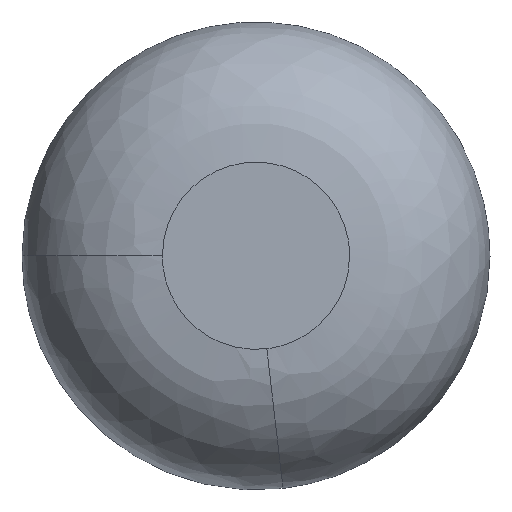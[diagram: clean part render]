
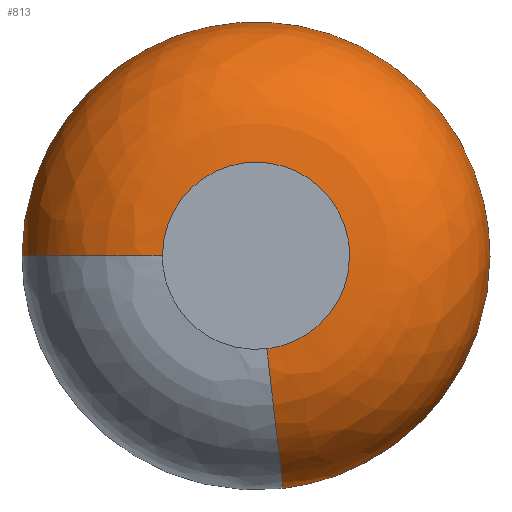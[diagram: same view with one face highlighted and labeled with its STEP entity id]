
A CAD part, top view. The second image highlights one B-rep face of the part: STEP entity #813.
In plain terms, the highlighted free-form (B-spline) face has degree [2, 2] with [5, 7] control points.
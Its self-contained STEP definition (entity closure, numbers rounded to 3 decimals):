
#635=CARTESIAN_POINT('',(0.231,-1.987,8.2));
#636=VERTEX_POINT('',#635);
#637=CARTESIAN_POINT('',(-2.,0.0,8.2));
#638=VERTEX_POINT('',#637);
#654=CARTESIAN_POINT('',(-5.0,0.0,5.2));
#655=VERTEX_POINT('',#654);
#656=CARTESIAN_POINT('',(-5.,0.0,5.2));
#657=CARTESIAN_POINT('',(-5.,0.0,6.41));
#658=CARTESIAN_POINT('',(-4.16,0.0,7.282));
#659=CARTESIAN_POINT('',(-3.275,0.0,8.2));
#660=CARTESIAN_POINT('',(-2.,0.0,8.2));
#668=(BOUNDED_CURVE()B_SPLINE_CURVE(2,(#656,#657,#658,#659,#660),.UNSPECIFIED.,.F.,.U.)B_SPLINE_CURVE_WITH_KNOTS((3,2,3),(0.5,0.667,0.841),.UNSPECIFIED.)CURVE()GEOMETRIC_REPRESENTATION_ITEM()RATIONAL_B_SPLINE_CURVE((0.86,0.86,1.0,0.854,0.86))REPRESENTATION_ITEM(''));
#669=EDGE_CURVE('',#655,#638,#668,.T.);
#671=CARTESIAN_POINT('',(0.577,-4.967,5.2));
#672=VERTEX_POINT('',#671);
#688=CARTESIAN_POINT('',(0.577,-4.967,5.2));
#689=CARTESIAN_POINT('',(0.577,-4.967,6.41));
#690=CARTESIAN_POINT('',(0.48,-4.132,7.282));
#691=CARTESIAN_POINT('',(0.378,-3.253,8.2));
#692=CARTESIAN_POINT('',(0.231,-1.987,8.2));
#700=(BOUNDED_CURVE()B_SPLINE_CURVE(2,(#688,#689,#690,#691,#692),.UNSPECIFIED.,.F.,.U.)B_SPLINE_CURVE_WITH_KNOTS((3,2,3),(0.5,0.667,0.841),.UNSPECIFIED.)CURVE()GEOMETRIC_REPRESENTATION_ITEM()RATIONAL_B_SPLINE_CURVE((0.823,0.823,0.957,0.817,0.823))REPRESENTATION_ITEM(''));
#701=EDGE_CURVE('',#672,#636,#700,.T.);
#706=CARTESIAN_POINT('',(-4.99,0.0,4.953));
#707=CARTESIAN_POINT('',(-5.101,0.0,6.305));
#708=CARTESIAN_POINT('',(-4.16,0.0,7.282));
#709=CARTESIAN_POINT('',(-3.172,0.0,8.307));
#710=CARTESIAN_POINT('',(-1.753,0.0,8.19));
#711=CARTESIAN_POINT('',(-4.99,4.99,4.953));
#712=CARTESIAN_POINT('',(-5.101,5.101,6.305));
#713=CARTESIAN_POINT('',(-4.16,4.16,7.282));
#714=CARTESIAN_POINT('',(-3.172,3.172,8.307));
#715=CARTESIAN_POINT('',(-1.753,1.753,8.19));
#716=CARTESIAN_POINT('',(0.0,4.99,4.953));
#717=CARTESIAN_POINT('',(0.0,5.101,6.305));
#718=CARTESIAN_POINT('',(0.0,4.16,7.282));
#719=CARTESIAN_POINT('',(0.0,3.172,8.307));
#720=CARTESIAN_POINT('',(0.0,1.753,8.19));
#721=CARTESIAN_POINT('',(4.99,4.99,4.953));
#722=CARTESIAN_POINT('',(5.101,5.101,6.305));
#723=CARTESIAN_POINT('',(4.16,4.16,7.282));
#724=CARTESIAN_POINT('',(3.172,3.172,8.307));
#725=CARTESIAN_POINT('',(1.753,1.753,8.19));
#726=CARTESIAN_POINT('',(4.99,0.0,4.953));
#727=CARTESIAN_POINT('',(5.101,0.0,6.305));
#728=CARTESIAN_POINT('',(4.16,0.0,7.282));
#729=CARTESIAN_POINT('',(3.172,0.0,8.307));
#730=CARTESIAN_POINT('',(1.753,0.0,8.19));
#731=CARTESIAN_POINT('',(4.99,-4.443,4.953));
#732=CARTESIAN_POINT('',(5.101,-4.543,6.305));
#733=CARTESIAN_POINT('',(4.16,-3.705,7.282));
#734=CARTESIAN_POINT('',(3.172,-2.825,8.307));
#735=CARTESIAN_POINT('',(1.753,-1.561,8.19));
#736=CARTESIAN_POINT('',(0.576,-4.956,4.953));
#737=CARTESIAN_POINT('',(0.589,-5.067,6.305));
#738=CARTESIAN_POINT('',(0.48,-4.132,7.282));
#739=CARTESIAN_POINT('',(0.366,-3.151,8.307));
#740=CARTESIAN_POINT('',(0.202,-1.742,8.19));
#748=(BOUNDED_SURFACE()B_SPLINE_SURFACE(2,2,((#706,#711,#716,#721,#726,#731,#736),(#707,#712,#717,#722,#727,#732,#737),(#708,#713,#718,#723,#728,#733,#738),(#709,#714,#719,#724,#729,#734,#739),(#710,#715,#720,#725,#730,#735,#740)),.UNSPECIFIED.,.F.,.F.,.U.)B_SPLINE_SURFACE_WITH_KNOTS((3,2,3),(3,2,2,3),(0.0,2.663,5.437),(0.0,8.267,16.535,24.141),.UNSPECIFIED.)GEOMETRIC_REPRESENTATION_ITEM()RATIONAL_B_SPLINE_SURFACE(((0.862,0.609,0.862,0.609,0.862,0.629,0.824),(0.846,0.598,0.846,0.598,0.846,0.618,0.809),(1.0,0.707,1.0,0.707,1.0,0.731,0.957),(0.839,0.593,0.839,0.593,0.839,0.613,0.803),(0.863,0.61,0.863,0.61,0.863,0.631,0.826)))REPRESENTATION_ITEM('')SURFACE());
#749=CARTESIAN_POINT('',(2.0,0.0,8.2));
#750=VERTEX_POINT('',#749);
#751=CARTESIAN_POINT('',(2.0,0.0,8.2));
#752=CARTESIAN_POINT('',(2.,-1.781,8.2));
#753=CARTESIAN_POINT('',(0.231,-1.987,8.2));
#761=(BOUNDED_CURVE()B_SPLINE_CURVE(2,(#751,#752,#753),.UNSPECIFIED.,.F.,.U.)B_SPLINE_CURVE_WITH_KNOTS((3,3),(0.5,0.73),.UNSPECIFIED.)CURVE()GEOMETRIC_REPRESENTATION_ITEM()RATIONAL_B_SPLINE_CURVE((1.0,0.731,0.957))REPRESENTATION_ITEM(''));
#762=EDGE_CURVE('',#750,#636,#761,.T.);
#763=ORIENTED_EDGE('',*,*,#762,.T.);
#764=ORIENTED_EDGE('',*,*,#701,.F.);
#765=CARTESIAN_POINT('',(5.0,0.0,5.2));
#766=VERTEX_POINT('',#765);
#767=CARTESIAN_POINT('',(5.0,0.0,5.2));
#768=CARTESIAN_POINT('',(5.,-4.452,5.2));
#769=CARTESIAN_POINT('',(0.577,-4.967,5.2));
#777=(BOUNDED_CURVE()B_SPLINE_CURVE(2,(#767,#768,#769),.UNSPECIFIED.,.F.,.U.)B_SPLINE_CURVE_WITH_KNOTS((3,3),(0.5,0.73),.UNSPECIFIED.)CURVE()GEOMETRIC_REPRESENTATION_ITEM()RATIONAL_B_SPLINE_CURVE((1.0,0.731,0.957))REPRESENTATION_ITEM(''));
#778=EDGE_CURVE('',#766,#672,#777,.T.);
#779=ORIENTED_EDGE('',*,*,#778,.F.);
#780=CARTESIAN_POINT('',(-5.0,0.0,5.2));
#781=CARTESIAN_POINT('',(-5.,5.,5.2));
#782=CARTESIAN_POINT('',(0.0,5.0,5.2));
#783=CARTESIAN_POINT('',(5.,5.,5.2));
#784=CARTESIAN_POINT('',(5.0,0.0,5.2));
#792=(BOUNDED_CURVE()B_SPLINE_CURVE(2,(#780,#781,#782,#783,#784),.UNSPECIFIED.,.F.,.U.)B_SPLINE_CURVE_WITH_KNOTS((3,2,3),(0.0,0.25,0.5),.UNSPECIFIED.)CURVE()GEOMETRIC_REPRESENTATION_ITEM()RATIONAL_B_SPLINE_CURVE((1.0,0.707,1.0,0.707,1.0))REPRESENTATION_ITEM(''));
#793=EDGE_CURVE('',#655,#766,#792,.T.);
#794=ORIENTED_EDGE('',*,*,#793,.F.);
#795=ORIENTED_EDGE('',*,*,#669,.T.);
#796=CARTESIAN_POINT('',(-2.,0.0,8.2));
#797=CARTESIAN_POINT('',(-2.,2.,8.2));
#798=CARTESIAN_POINT('',(0.0,2.0,8.2));
#799=CARTESIAN_POINT('',(2.,2.,8.2));
#800=CARTESIAN_POINT('',(2.0,0.0,8.2));
#808=(BOUNDED_CURVE()B_SPLINE_CURVE(2,(#796,#797,#798,#799,#800),.UNSPECIFIED.,.F.,.U.)B_SPLINE_CURVE_WITH_KNOTS((3,2,3),(0.0,0.25,0.5),.UNSPECIFIED.)CURVE()GEOMETRIC_REPRESENTATION_ITEM()RATIONAL_B_SPLINE_CURVE((1.0,0.707,1.0,0.707,1.0))REPRESENTATION_ITEM(''));
#809=EDGE_CURVE('',#638,#750,#808,.T.);
#810=ORIENTED_EDGE('',*,*,#809,.T.);
#811=EDGE_LOOP('',(#763,#764,#779,#794,#795,#810));
#812=FACE_OUTER_BOUND('',#811,.T.);
#813=ADVANCED_FACE('',(#812),#748,.T.);
